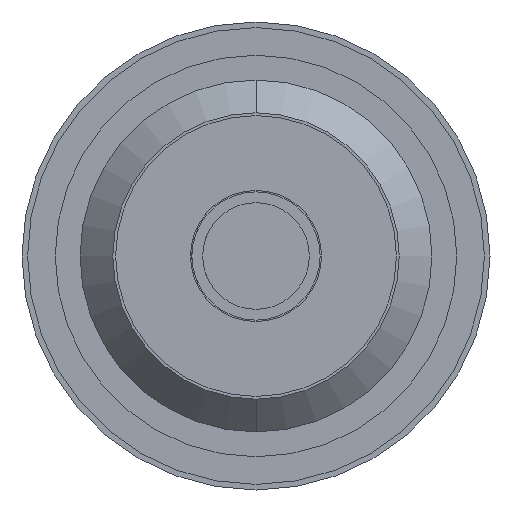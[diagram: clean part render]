
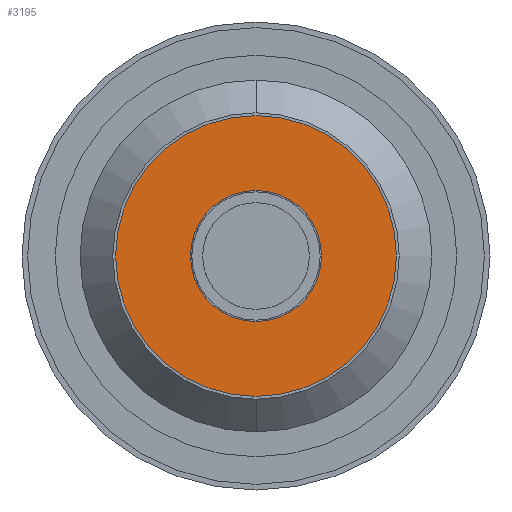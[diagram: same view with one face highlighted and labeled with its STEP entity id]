
A CAD part, front view. The second image highlights one B-rep face of the part: STEP entity #3195.
In plain terms, the highlighted planar face has unit normal (0, -1, 0).
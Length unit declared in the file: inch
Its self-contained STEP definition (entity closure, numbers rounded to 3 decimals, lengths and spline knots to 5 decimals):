
#2800 = VERTEX_POINT ( 'NONE', #7955 ) ;
#2802 = EDGE_CURVE ( 'NONE', #2803, #2804, #7954, .T. ) ;
#2803 = VERTEX_POINT ( 'NONE', #7949 ) ;
#2804 = VERTEX_POINT ( 'NONE', #7948 ) ;
#2806 = VERTEX_POINT ( 'NONE', #7946 ) ;
#2872 = EDGE_CURVE ( 'NONE', #2800, #2806, #8334, .T. ) ;
#3183 = EDGE_CURVE ( 'NONE', #2804, #2803, #8835, .T. ) ;
#3185 = ORIENTED_EDGE ( 'NONE', *, *, #3183, .T. ) ;
#3186 = ORIENTED_EDGE ( 'NONE', *, *, #2802, .T. ) ;
#3187 = EDGE_LOOP ( 'NONE', ( #3185, #3186 ) ) ;
#3195 = ADVANCED_FACE ( 'NONE', ( #8821, #8817 ), #8816, .T. ) ;
#3196 = EDGE_LOOP ( 'NONE', ( #3197, #3199 ) ) ;
#3197 = ORIENTED_EDGE ( 'NONE', *, *, #3198, .F. ) ;
#3198 = EDGE_CURVE ( 'NONE', #2806, #2800, #8811, .T. ) ;
#3199 = ORIENTED_EDGE ( 'NONE', *, *, #2872, .F. ) ;
#7946 = CARTESIAN_POINT ( 'NONE',  ( 0., 0.387, -0.07 ) ) ;
#7948 = CARTESIAN_POINT ( 'NONE',  ( 0., 0.387, -0.15 ) ) ;
#7949 = CARTESIAN_POINT ( 'NONE',  ( 0., 0.387, 0.15 ) ) ;
#7950 = DIRECTION ( 'NONE',  ( 0., 0., -1. ) ) ;
#7951 = DIRECTION ( 'NONE',  ( 0., -1., 0. ) ) ;
#7952 = CARTESIAN_POINT ( 'NONE',  ( 0., 0.387, 0. ) ) ;
#7953 = AXIS2_PLACEMENT_3D ( 'NONE', #7952, #7951, #7950 ) ;
#7954 = CIRCLE ( 'NONE', #7953, 0.15 ) ;
#7955 = CARTESIAN_POINT ( 'NONE',  ( 0., 0.387, 0.07 ) ) ;
#8178 = DIRECTION ( 'NONE',  ( 0., 0., -1. ) ) ;
#8328 = DIRECTION ( 'NONE',  ( 0., -1., 0. ) ) ;
#8329 = CARTESIAN_POINT ( 'NONE',  ( 0., 0.387, 0. ) ) ;
#8330 = AXIS2_PLACEMENT_3D ( 'NONE', #8329, #8328, #8178 ) ;
#8334 = CIRCLE ( 'NONE', #8330, 0.07 ) ;
#8807 = DIRECTION ( 'NONE',  ( 0., 0., -1. ) ) ;
#8808 = DIRECTION ( 'NONE',  ( 0., -1., 0. ) ) ;
#8809 = CARTESIAN_POINT ( 'NONE',  ( 0., 0.387, 0. ) ) ;
#8810 = AXIS2_PLACEMENT_3D ( 'NONE', #8809, #8808, #8807 ) ;
#8811 = CIRCLE ( 'NONE', #8810, 0.07 ) ;
#8812 = DIRECTION ( 'NONE',  ( 0., 0., -1. ) ) ;
#8813 = DIRECTION ( 'NONE',  ( 0., -1., 0. ) ) ;
#8814 = CARTESIAN_POINT ( 'NONE',  ( 0., 0.387, 0. ) ) ;
#8815 = AXIS2_PLACEMENT_3D ( 'NONE', #8814, #8813, #8812 ) ;
#8816 = PLANE ( 'NONE',  #8815 ) ;
#8817 = FACE_OUTER_BOUND ( 'NONE', #3187, .T. ) ;
#8821 = FACE_BOUND ( 'NONE', #3196, .T. ) ;
#8827 = DIRECTION ( 'NONE',  ( 0., 0., -1. ) ) ;
#8828 = DIRECTION ( 'NONE',  ( 0., -1., 0. ) ) ;
#8829 = CARTESIAN_POINT ( 'NONE',  ( 0., 0.387, 0. ) ) ;
#8830 = AXIS2_PLACEMENT_3D ( 'NONE', #8829, #8828, #8827 ) ;
#8835 = CIRCLE ( 'NONE', #8830, 0.15 ) ;
